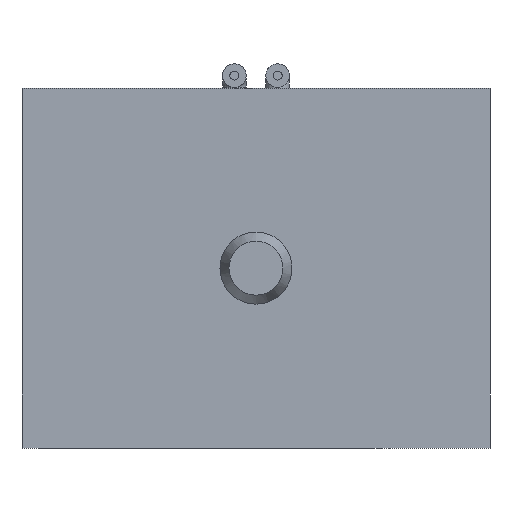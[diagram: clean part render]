
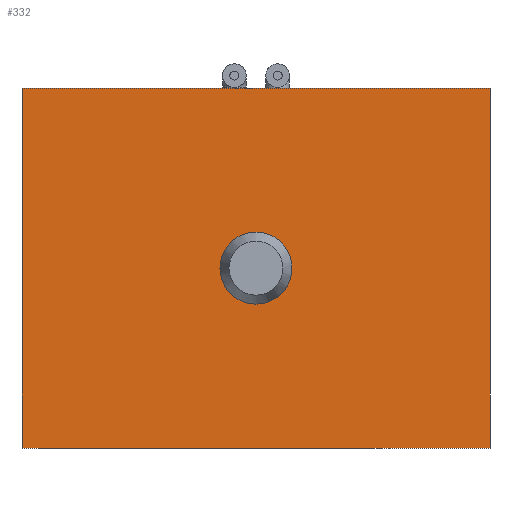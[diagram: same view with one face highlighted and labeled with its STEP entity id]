
A CAD part, left-side view. The second image highlights one B-rep face of the part: STEP entity #332.
In plain terms, the highlighted planar face has unit normal (-1, 0, 0).
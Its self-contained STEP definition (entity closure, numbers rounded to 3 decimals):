
#332 = ADVANCED_FACE( '', ( #639, #640 ), #641, .T. );
#639 = FACE_BOUND( '', #923, .T. );
#640 = FACE_OUTER_BOUND( '', #924, .T. );
#641 = PLANE( '', #925 );
#923 = EDGE_LOOP( '', ( #1475 ) );
#924 = EDGE_LOOP( '', ( #1476, #1477, #1478, #1479 ) );
#925 = AXIS2_PLACEMENT_3D( '', #1480, #1481, #1482 );
#1475 = ORIENTED_EDGE( '', *, *, #1714, .F. );
#1476 = ORIENTED_EDGE( '', *, *, #1735, .F. );
#1477 = ORIENTED_EDGE( '', *, *, #1657, .F. );
#1478 = ORIENTED_EDGE( '', *, *, #1558, .T. );
#1479 = ORIENTED_EDGE( '', *, *, #1705, .T. );
#1480 = CARTESIAN_POINT( '', ( -18.5, -13., -10. ) );
#1481 = DIRECTION( '', ( -1., 0., 0. ) );
#1482 = DIRECTION( '', ( 0., 0., 1. ) );
#1558 = EDGE_CURVE( '', #1792, #1790, #1793, .T. );
#1657 = EDGE_CURVE( '', #1792, #1946, #1949, .T. );
#1705 = EDGE_CURVE( '', #1790, #2010, #2012, .T. );
#1714 = EDGE_CURVE( '', #2022, #2022, #2023, .T. );
#1735 = EDGE_CURVE( '', #1946, #2010, #2049, .T. );
#1790 = VERTEX_POINT( '', #2115 );
#1792 = VERTEX_POINT( '', #2118 );
#1793 = LINE( '', #2119, #2120 );
#1946 = VERTEX_POINT( '', #2325 );
#1949 = LINE( '', #2330, #2331 );
#2010 = VERTEX_POINT( '', #2482 );
#2012 = LINE( '', #2485, #2486 );
#2022 = VERTEX_POINT( '', #2498 );
#2023 = CIRCLE( '', #2499, 2. );
#2049 = LINE( '', #2526, #2527 );
#2115 = CARTESIAN_POINT( '', ( -18.5, -13., 10. ) );
#2118 = CARTESIAN_POINT( '', ( -18.5, -13., -10. ) );
#2119 = CARTESIAN_POINT( '', ( -18.5, -13., -10. ) );
#2120 = VECTOR( '', #2575, 1000. );
#2325 = CARTESIAN_POINT( '', ( -18.5, 13., -10. ) );
#2330 = CARTESIAN_POINT( '', ( -18.5, -13., -10. ) );
#2331 = VECTOR( '', #2720, 1000. );
#2482 = CARTESIAN_POINT( '', ( -18.5, 13., 10. ) );
#2485 = CARTESIAN_POINT( '', ( -18.5, -13., 10. ) );
#2486 = VECTOR( '', #2772, 1000. );
#2498 = CARTESIAN_POINT( '', ( -18.5, 0., 2. ) );
#2499 = AXIS2_PLACEMENT_3D( '', #2781, #2782, #2783 );
#2526 = CARTESIAN_POINT( '', ( -18.5, 13., -10. ) );
#2527 = VECTOR( '', #2806, 1000. );
#2575 = DIRECTION( '', ( 0., 0., 1. ) );
#2720 = DIRECTION( '', ( 0., 1., 0. ) );
#2772 = DIRECTION( '', ( 0., 1., 0. ) );
#2781 = CARTESIAN_POINT( '', ( -18.5, 0., 0. ) );
#2782 = DIRECTION( '', ( -1., 0., 0. ) );
#2783 = DIRECTION( '', ( 0., 0., 1. ) );
#2806 = DIRECTION( '', ( 0., 0., 1. ) );
